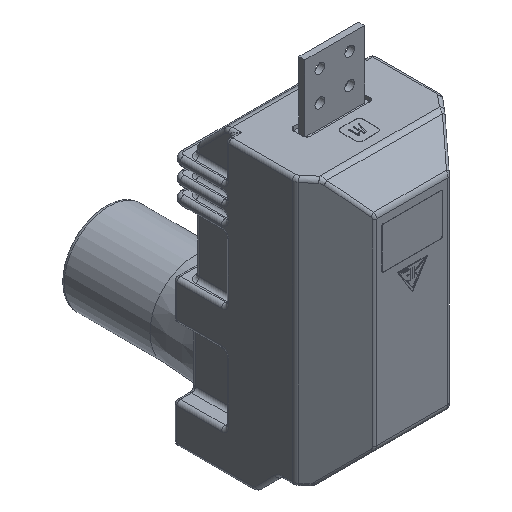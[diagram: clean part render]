
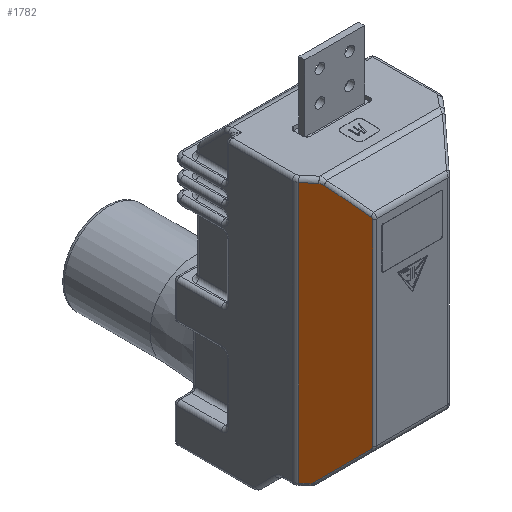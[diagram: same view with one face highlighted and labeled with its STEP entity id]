
A CAD part, isometric view. The second image highlights one B-rep face of the part: STEP entity #1782.
In plain terms, the highlighted planar face has unit normal (-0.766, -0.643, 0).
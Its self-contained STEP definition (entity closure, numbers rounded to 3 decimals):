
#1782=ADVANCED_FACE('',(#5313),#5315,.F.);
#5313=FACE_BOUND('',#5314,.T.);
#5314=EDGE_LOOP('',(#18408,#18409,#18410,#18411,#18412,#18413,#18414,#18415,#18416,
#18417));
#5315=PLANE('',#5316);
#5316=AXIS2_PLACEMENT_3D('',#5317,#5318,#5319);
#5317=CARTESIAN_POINT('',(-50.,-222.,-183.5));
#5318=DIRECTION('',(0.766,0.643,0.));
#5319=DIRECTION('',(-0.643,0.766,0.));
#18408=ORIENTED_EDGE('',*,*,#29057,.F.);
#18409=ORIENTED_EDGE('',*,*,#29058,.F.);
#18410=ORIENTED_EDGE('',*,*,#29059,.T.);
#18411=ORIENTED_EDGE('',*,*,#29060,.F.);
#18412=ORIENTED_EDGE('',*,*,#29028,.T.);
#18413=ORIENTED_EDGE('',*,*,#29055,.F.);
#18414=ORIENTED_EDGE('',*,*,#29061,.T.);
#18415=ORIENTED_EDGE('',*,*,#29062,.F.);
#18416=ORIENTED_EDGE('',*,*,#29063,.F.);
#18417=ORIENTED_EDGE('',*,*,#29064,.F.);
#29028=EDGE_CURVE('',#34057,#34055,#34058,.T.);
#29055=EDGE_CURVE('',#34099,#34055,#34100,.T.);
#29057=EDGE_CURVE('',#34102,#34103,#34104,.T.);
#29058=EDGE_CURVE('',#34105,#34102,#34106,.F.);
#29059=EDGE_CURVE('',#34105,#34107,#34108,.T.);
#29060=EDGE_CURVE('',#34057,#34107,#34109,.F.);
#29061=EDGE_CURVE('',#34099,#34110,#34111,.T.);
#29062=EDGE_CURVE('',#34112,#34110,#34113,.T.);
#29063=EDGE_CURVE('',#34114,#34112,#34115,.F.);
#29064=EDGE_CURVE('',#34103,#34114,#34116,.F.);
#34055=VERTEX_POINT('',#41493);
#34057=VERTEX_POINT('',#41498);
#34058=LINE('',#41499,#41500);
#34099=VERTEX_POINT('',#41605);
#34100=(BOUNDED_CURVE()B_SPLINE_CURVE(3,
(#41606,#41607,#41608,#41609),
.UNSPECIFIED.,.F.,.F.)B_SPLINE_CURVE_WITH_KNOTS((4,4),
(0.,1.),
.UNSPECIFIED.)CURVE()GEOMETRIC_REPRESENTATION_ITEM()RATIONAL_B_SPLINE_CURVE((1.,
0.949,0.949,1.))REPRESENTATION_ITEM(''));
#34102=VERTEX_POINT('',#41614);
#34103=VERTEX_POINT('',#41615);
#34104=LINE('',#41616,#41617);
#34105=VERTEX_POINT('',#41619);
#34106=(BOUNDED_CURVE()B_SPLINE_CURVE(3,
(#41620,#41621,#41622,#41623),
.UNSPECIFIED.,.F.,.F.)B_SPLINE_CURVE_WITH_KNOTS((4,4),
(0.,1.),
.UNSPECIFIED.)CURVE()GEOMETRIC_REPRESENTATION_ITEM()RATIONAL_B_SPLINE_CURVE((1.,
0.949,0.949,1.))REPRESENTATION_ITEM(''));
#34107=VERTEX_POINT('',#41624);
#34108=LINE('',#41625,#41626);
#34109=(BOUNDED_CURVE()B_SPLINE_CURVE(3,
(#41628,#41629,#41630,#41631),
.UNSPECIFIED.,.F.,.F.)B_SPLINE_CURVE_WITH_KNOTS((4,4),
(0.,1.),
.UNSPECIFIED.)CURVE()GEOMETRIC_REPRESENTATION_ITEM()RATIONAL_B_SPLINE_CURVE((1.,
0.949,0.949,1.))REPRESENTATION_ITEM(''));
#34110=VERTEX_POINT('',#41632);
#34111=LINE('',#41633,#41634);
#34112=VERTEX_POINT('',#41636);
#34113=(BOUNDED_CURVE()B_SPLINE_CURVE(3,
(#41637,#41638,#41639,#41640),
.UNSPECIFIED.,.F.,.F.)B_SPLINE_CURVE_WITH_KNOTS((4,4),
(0.,1.),
.UNSPECIFIED.)CURVE()GEOMETRIC_REPRESENTATION_ITEM()RATIONAL_B_SPLINE_CURVE((1.,
0.949,0.949,1.))REPRESENTATION_ITEM(''));
#34114=VERTEX_POINT('',#41641);
#34115=LINE('',#41642,#41643);
#34116=LINE('',#41645,#41646);
#41493=CARTESIAN_POINT('',(-51.499,-220.214,272.358));
#41498=CARTESIAN_POINT('',(-51.499,-220.214,8.892));
#41499=CARTESIAN_POINT('',(-51.499,-220.214,8.892));
#41500=VECTOR('',#41501,1.);
#41501=DIRECTION('',(0.,0.,1.));
#41605=CARTESIAN_POINT('',(-52.728,-218.749,275.893));
#41606=CARTESIAN_POINT('',(-52.728,-218.749,275.893));
#41607=CARTESIAN_POINT('',(-51.93,-219.7,274.943));
#41608=CARTESIAN_POINT('',(-51.499,-220.214,273.702));
#41609=CARTESIAN_POINT('',(-51.499,-220.214,272.358));
#41614=CARTESIAN_POINT('',(-90.846,-173.322,-38.));
#41615=CARTESIAN_POINT('',(-96.66,-166.392,-38.));
#41616=CARTESIAN_POINT('',(-90.846,-173.322,-38.));
#41617=VECTOR('',#41618,1.);
#41618=DIRECTION('',(-0.643,0.766,0.));
#41619=CARTESIAN_POINT('',(-87.879,-176.857,-36.536));
#41620=CARTESIAN_POINT('',(-90.846,-173.322,-38.));
#41621=CARTESIAN_POINT('',(-89.718,-174.666,-38.));
#41622=CARTESIAN_POINT('',(-88.677,-175.907,-37.486));
#41623=CARTESIAN_POINT('',(-87.879,-176.857,-36.536));
#41624=CARTESIAN_POINT('',(-52.728,-218.749,5.357));
#41625=CARTESIAN_POINT('',(-87.879,-176.857,-36.536));
#41626=VECTOR('',#41627,1.);
#41627=DIRECTION('',(0.51,-0.608,0.608));
#41628=CARTESIAN_POINT('',(-52.728,-218.749,5.357));
#41629=CARTESIAN_POINT('',(-51.93,-219.7,6.307));
#41630=CARTESIAN_POINT('',(-51.499,-220.214,7.548));
#41631=CARTESIAN_POINT('',(-51.499,-220.214,8.892));
#41632=CARTESIAN_POINT('',(-81.376,-184.607,310.036));
#41633=CARTESIAN_POINT('',(-52.728,-218.749,275.893));
#41634=VECTOR('',#41635,1.);
#41635=DIRECTION('',(-0.51,0.608,0.608));
#41636=CARTESIAN_POINT('',(-84.343,-181.072,311.5));
#41637=CARTESIAN_POINT('',(-84.343,-181.072,311.5));
#41638=CARTESIAN_POINT('',(-83.215,-182.416,311.5));
#41639=CARTESIAN_POINT('',(-82.173,-183.657,310.986));
#41640=CARTESIAN_POINT('',(-81.376,-184.607,310.036));
#41641=CARTESIAN_POINT('',(-96.66,-166.392,311.5));
#41642=CARTESIAN_POINT('',(-84.343,-181.072,311.5));
#41643=VECTOR('',#41644,1.);
#41644=DIRECTION('',(-0.643,0.766,0.));
#41645=CARTESIAN_POINT('',(-96.66,-166.392,311.5));
#41646=VECTOR('',#41647,1.);
#41647=DIRECTION('',(0.,0.,-1.));
